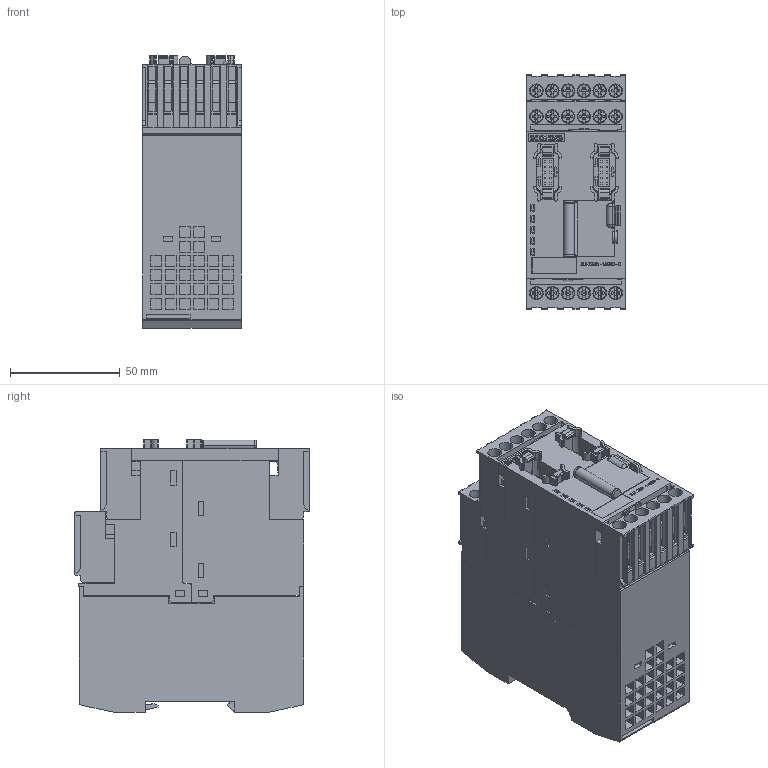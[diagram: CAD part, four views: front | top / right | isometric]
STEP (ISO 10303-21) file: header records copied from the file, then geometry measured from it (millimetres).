
FILE_DESCRIPTION(('STEP AP214'),'1');
FILE_NAME('cctmp_EC0AA83B-2598-48FA-AC2C-B47B2F81B287_2023_07_21_14_54_42_0794..stp','2023-07-21T12:54:45',('SIEMENS A&D'),('CADClick - www.CADClick.com'),'Spatial InterOp 3D postprocessed',' ','unknown authorization');
FILE_SCHEMA(('AUTOMOTIVE_DESIGN'));
Length unit declared in the file: millimetre
Products named in the file (1): 2023_07_21_14_54_42_0732
Bounding box: 45 x 106.4 x 124 mm (x, y, z)
Volume: 488595 mm3; surface area: 95403.2 mm2
Topology: 1 solids, 1 shells, 2922 faces, 8163 edges, 5387 vertices
Faces by surface type: plane 2392, cylinder 408, cone 108, torus 14
Entity records: 102044 total; most frequent: CARTESIAN_POINT 17003, ORIENTED_EDGE 16310, DIRECTION 15150, EDGE_CURVE 8155, LINE 6690, VECTOR 6690, VERTEX_POINT 5387, AXIS2_PLACEMENT_3D 4230
